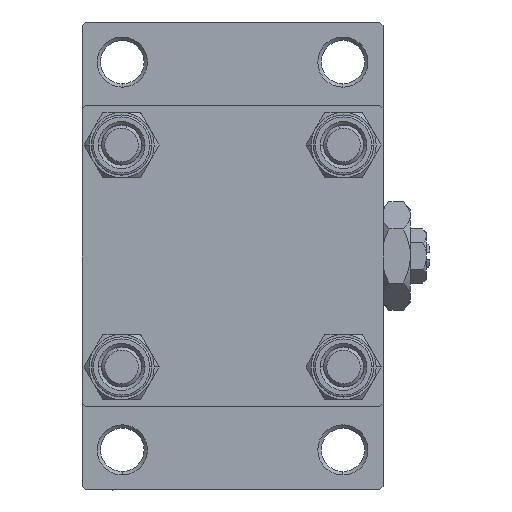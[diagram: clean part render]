
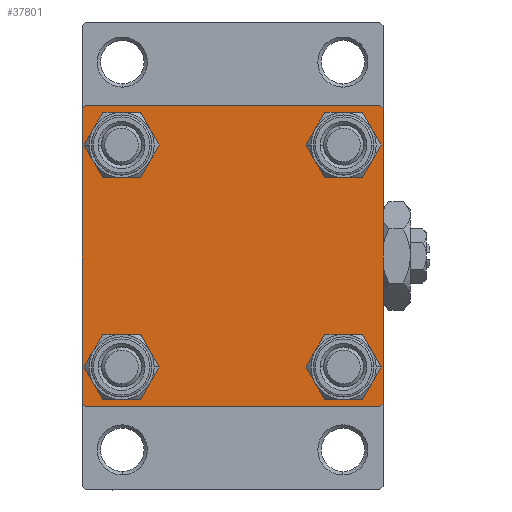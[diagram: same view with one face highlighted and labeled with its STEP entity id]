
A CAD part, left-side view. The second image highlights one B-rep face of the part: STEP entity #37801.
In plain terms, the highlighted planar face has unit normal (-1, 0, 0).
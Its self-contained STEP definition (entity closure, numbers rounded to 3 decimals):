
#223 = DIRECTION ( 'NONE',  ( 1., 0., 0. ) ) ;
#671 = DIRECTION ( 'NONE',  ( 0., 0., 1. ) ) ;
#1253 = CARTESIAN_POINT ( 'NONE',  ( 0., 22.25, 22.25 ) ) ;
#1747 = CARTESIAN_POINT ( 'NONE',  ( 0., 16.6, -13.1 ) ) ;
#1863 = CARTESIAN_POINT ( 'NONE',  ( 0., 16.6, -20.1 ) ) ;
#2412 = CARTESIAN_POINT ( 'NONE',  ( 0., 22.5, 22. ) ) ;
#2711 = VECTOR ( 'NONE', #18418, 1000. ) ;
#2948 = DIRECTION ( 'NONE',  ( 0., 0.707, 0.707 ) ) ;
#3215 = CARTESIAN_POINT ( 'NONE',  ( 0., -22.25, -22.25 ) ) ;
#3842 = CARTESIAN_POINT ( 'NONE',  ( 0., -16.6, -16.6 ) ) ;
#3897 = ORIENTED_EDGE ( 'NONE', *, *, #21553, .T. ) ;
#3953 = CIRCLE ( 'NONE', #35801, 3.5 ) ;
#4671 = DIRECTION ( 'NONE',  ( 0., 0., 1. ) ) ;
#5691 = VECTOR ( 'NONE', #32209, 1000. ) ;
#6011 = LINE ( 'NONE', #47619, #30589 ) ;
#6146 = CIRCLE ( 'NONE', #32436, 3.5 ) ;
#6210 = VERTEX_POINT ( 'NONE', #38036 ) ;
#6761 = ORIENTED_EDGE ( 'NONE', *, *, #37293, .T. ) ;
#7199 = CIRCLE ( 'NONE', #31083, 3.5 ) ;
#7664 = DIRECTION ( 'NONE',  ( 1., 0., 0. ) ) ;
#7713 = AXIS2_PLACEMENT_3D ( 'NONE', #27335, #15852, #24342 ) ;
#8292 = ORIENTED_EDGE ( 'NONE', *, *, #22695, .T. ) ;
#8483 = VERTEX_POINT ( 'NONE', #44565 ) ;
#8734 = EDGE_CURVE ( 'NONE', #41091, #36576, #3953, .T. ) ;
#10151 = AXIS2_PLACEMENT_3D ( 'NONE', #3842, #34495, #41721 ) ;
#10779 = CARTESIAN_POINT ( 'NONE',  ( 0., 22.5, 22.5 ) ) ;
#10876 = CIRCLE ( 'NONE', #7713, 3.5 ) ;
#11120 = VERTEX_POINT ( 'NONE', #45290 ) ;
#11201 = CARTESIAN_POINT ( 'NONE',  ( 0., 16.6, -16.6 ) ) ;
#11258 = VERTEX_POINT ( 'NONE', #2412 ) ;
#11769 = DIRECTION ( 'NONE',  ( 1., 0., 0. ) ) ;
#11976 = DIRECTION ( 'NONE',  ( 0., 0.707, -0.707 ) ) ;
#12081 = VECTOR ( 'NONE', #11976, 1000. ) ;
#12193 = ORIENTED_EDGE ( 'NONE', *, *, #32969, .T. ) ;
#12451 = ORIENTED_EDGE ( 'NONE', *, *, #27917, .T. ) ;
#12712 = EDGE_CURVE ( 'NONE', #6210, #48398, #25251, .T. ) ;
#14430 = ORIENTED_EDGE ( 'NONE', *, *, #29431, .T. ) ;
#14450 = CARTESIAN_POINT ( 'NONE',  ( 0., 16.6, 13.1 ) ) ;
#14882 = CARTESIAN_POINT ( 'NONE',  ( 0., 16.6, -16.6 ) ) ;
#14890 = LINE ( 'NONE', #22376, #35467 ) ;
#15076 = EDGE_CURVE ( 'NONE', #33120, #19660, #44733, .T. ) ;
#15852 = DIRECTION ( 'NONE',  ( 1., 0., 0. ) ) ;
#15873 = CIRCLE ( 'NONE', #17488, 3.5 ) ;
#16814 = VERTEX_POINT ( 'NONE', #1863 ) ;
#17016 = CARTESIAN_POINT ( 'NONE',  ( 0., -22.5, 22.5 ) ) ;
#17488 = AXIS2_PLACEMENT_3D ( 'NONE', #14882, #7664, #671 ) ;
#18418 = DIRECTION ( 'NONE',  ( 0., -0.707, 0.707 ) ) ;
#18497 = EDGE_CURVE ( 'NONE', #42975, #48398, #37360, .T. ) ;
#18577 = DIRECTION ( 'NONE',  ( 0., -0.707, -0.707 ) ) ;
#19660 = VERTEX_POINT ( 'NONE', #41652 ) ;
#20175 = DIRECTION ( 'NONE',  ( -1., 0., 0. ) ) ;
#20413 = DIRECTION ( 'NONE',  ( 0., 0., 1. ) ) ;
#21391 = CARTESIAN_POINT ( 'NONE',  ( 0., 22.5, 22.5 ) ) ;
#21553 = EDGE_CURVE ( 'NONE', #11120, #42975, #6011, .T. ) ;
#21583 = VERTEX_POINT ( 'NONE', #14450 ) ;
#21663 = CARTESIAN_POINT ( 'NONE',  ( 0., -16.6, 16.6 ) ) ;
#21829 = LINE ( 'NONE', #41497, #22846 ) ;
#22376 = CARTESIAN_POINT ( 'NONE',  ( 0., -22.25, 22.25 ) ) ;
#22385 = DIRECTION ( 'NONE',  ( 1., 0., 0. ) ) ;
#22695 = EDGE_CURVE ( 'NONE', #11258, #8483, #36097, .T. ) ;
#22741 = LINE ( 'NONE', #10779, #34972 ) ;
#22846 = VECTOR ( 'NONE', #18577, 1000. ) ;
#22906 = EDGE_LOOP ( 'NONE', ( #48500, #14430 ) ) ;
#23455 = VECTOR ( 'NONE', #24892, 1000. ) ;
#23908 = FACE_OUTER_BOUND ( 'NONE', #25340, .T. ) ;
#24252 = ORIENTED_EDGE ( 'NONE', *, *, #24673, .T. ) ;
#24342 = DIRECTION ( 'NONE',  ( 0., 0., 1. ) ) ;
#24576 = CARTESIAN_POINT ( 'NONE',  ( 0., -22., 22.5 ) ) ;
#24673 = EDGE_CURVE ( 'NONE', #6210, #43508, #14890, .T. ) ;
#24892 = DIRECTION ( 'NONE',  ( 0., 0., -1. ) ) ;
#25172 = ORIENTED_EDGE ( 'NONE', *, *, #47204, .T. ) ;
#25251 = LINE ( 'NONE', #17016, #5691 ) ;
#25340 = EDGE_LOOP ( 'NONE', ( #8292, #12193, #3897, #43100, #46322, #24252, #40903, #25172 ) ) ;
#25438 = CARTESIAN_POINT ( 'NONE',  ( 0., 22., 22.5 ) ) ;
#25696 = DIRECTION ( 'NONE',  ( 0., -1., 0. ) ) ;
#26057 = CARTESIAN_POINT ( 'NONE',  ( 0., 16.6, 20.1 ) ) ;
#26068 = AXIS2_PLACEMENT_3D ( 'NONE', #31372, #20175, #20413 ) ;
#26267 = ORIENTED_EDGE ( 'NONE', *, *, #44280, .T. ) ;
#26407 = DIRECTION ( 'NONE',  ( 0., 0., 1. ) ) ;
#26644 = EDGE_LOOP ( 'NONE', ( #26267, #42103 ) ) ;
#27335 = CARTESIAN_POINT ( 'NONE',  ( 0., 16.6, 16.6 ) ) ;
#27884 = FACE_BOUND ( 'NONE', #22906, .T. ) ;
#27917 = EDGE_CURVE ( 'NONE', #32988, #21583, #10876, .T. ) ;
#27957 = DIRECTION ( 'NONE',  ( 0., 0., 1. ) ) ;
#28102 = CARTESIAN_POINT ( 'NONE',  ( 0., 16.6, 16.6 ) ) ;
#29173 = CIRCLE ( 'NONE', #37911, 3.5 ) ;
#29431 = EDGE_CURVE ( 'NONE', #19660, #33120, #6146, .T. ) ;
#30021 = EDGE_LOOP ( 'NONE', ( #12451, #45418 ) ) ;
#30589 = VECTOR ( 'NONE', #25696, 1000. ) ;
#31083 = AXIS2_PLACEMENT_3D ( 'NONE', #11201, #223, #26407 ) ;
#31172 = EDGE_CURVE ( 'NONE', #37672, #43508, #22741, .T. ) ;
#31372 = CARTESIAN_POINT ( 'NONE',  ( 0., 0., 0. ) ) ;
#31617 = CIRCLE ( 'NONE', #10151, 3.5 ) ;
#31715 = CARTESIAN_POINT ( 'NONE',  ( 0., -22., -22.5 ) ) ;
#31778 = EDGE_CURVE ( 'NONE', #16814, #42253, #15873, .T. ) ;
#32209 = DIRECTION ( 'NONE',  ( 0., 0., -1. ) ) ;
#32436 = AXIS2_PLACEMENT_3D ( 'NONE', #46631, #11769, #27957 ) ;
#32546 = EDGE_LOOP ( 'NONE', ( #6761, #43377 ) ) ;
#32969 = EDGE_CURVE ( 'NONE', #8483, #11120, #21829, .T. ) ;
#32988 = VERTEX_POINT ( 'NONE', #26057 ) ;
#33120 = VERTEX_POINT ( 'NONE', #36253 ) ;
#33587 = DIRECTION ( 'NONE',  ( 0., 0., 1. ) ) ;
#33598 = AXIS2_PLACEMENT_3D ( 'NONE', #21663, #22385, #33587 ) ;
#33858 = CARTESIAN_POINT ( 'NONE',  ( 0., -22.5, -22. ) ) ;
#34495 = DIRECTION ( 'NONE',  ( 1., 0., 0. ) ) ;
#34773 = EDGE_CURVE ( 'NONE', #21583, #32988, #29173, .T. ) ;
#34972 = VECTOR ( 'NONE', #47733, 1000. ) ;
#35467 = VECTOR ( 'NONE', #2948, 1000. ) ;
#35801 = AXIS2_PLACEMENT_3D ( 'NONE', #38821, #46773, #4671 ) ;
#36097 = LINE ( 'NONE', #21391, #23455 ) ;
#36253 = CARTESIAN_POINT ( 'NONE',  ( 0., -16.6, 20.1 ) ) ;
#36576 = VERTEX_POINT ( 'NONE', #42579 ) ;
#37293 = EDGE_CURVE ( 'NONE', #36576, #41091, #31617, .T. ) ;
#37360 = LINE ( 'NONE', #3215, #2711 ) ;
#37672 = VERTEX_POINT ( 'NONE', #25438 ) ;
#37801 = ADVANCED_FACE ( 'NONE', ( #27884, #46564, #46806, #45834, #23908 ), #42353, .T. ) ;
#37911 = AXIS2_PLACEMENT_3D ( 'NONE', #28102, #43295, #40053 ) ;
#38036 = CARTESIAN_POINT ( 'NONE',  ( 0., -22.5, 22. ) ) ;
#38821 = CARTESIAN_POINT ( 'NONE',  ( 0., -16.6, -16.6 ) ) ;
#40053 = DIRECTION ( 'NONE',  ( 0., 0., 1. ) ) ;
#40903 = ORIENTED_EDGE ( 'NONE', *, *, #31172, .F. ) ;
#41091 = VERTEX_POINT ( 'NONE', #48893 ) ;
#41497 = CARTESIAN_POINT ( 'NONE',  ( 0., 22.25, -22.25 ) ) ;
#41652 = CARTESIAN_POINT ( 'NONE',  ( 0., -16.6, 13.1 ) ) ;
#41721 = DIRECTION ( 'NONE',  ( 0., 0., 1. ) ) ;
#42103 = ORIENTED_EDGE ( 'NONE', *, *, #31778, .T. ) ;
#42253 = VERTEX_POINT ( 'NONE', #1747 ) ;
#42353 = PLANE ( 'NONE',  #26068 ) ;
#42391 = LINE ( 'NONE', #1253, #12081 ) ;
#42579 = CARTESIAN_POINT ( 'NONE',  ( 0., -16.6, -13.1 ) ) ;
#42975 = VERTEX_POINT ( 'NONE', #31715 ) ;
#43100 = ORIENTED_EDGE ( 'NONE', *, *, #18497, .T. ) ;
#43295 = DIRECTION ( 'NONE',  ( 1., 0., 0. ) ) ;
#43377 = ORIENTED_EDGE ( 'NONE', *, *, #8734, .T. ) ;
#43508 = VERTEX_POINT ( 'NONE', #24576 ) ;
#44280 = EDGE_CURVE ( 'NONE', #42253, #16814, #7199, .T. ) ;
#44565 = CARTESIAN_POINT ( 'NONE',  ( 0., 22.5, -22. ) ) ;
#44733 = CIRCLE ( 'NONE', #33598, 3.5 ) ;
#45290 = CARTESIAN_POINT ( 'NONE',  ( 0., 22., -22.5 ) ) ;
#45418 = ORIENTED_EDGE ( 'NONE', *, *, #34773, .T. ) ;
#45834 = FACE_BOUND ( 'NONE', #30021, .T. ) ;
#46322 = ORIENTED_EDGE ( 'NONE', *, *, #12712, .F. ) ;
#46564 = FACE_BOUND ( 'NONE', #32546, .T. ) ;
#46631 = CARTESIAN_POINT ( 'NONE',  ( 0., -16.6, 16.6 ) ) ;
#46773 = DIRECTION ( 'NONE',  ( 1., 0., 0. ) ) ;
#46806 = FACE_BOUND ( 'NONE', #26644, .T. ) ;
#47204 = EDGE_CURVE ( 'NONE', #37672, #11258, #42391, .T. ) ;
#47619 = CARTESIAN_POINT ( 'NONE',  ( 0., 22.5, -22.5 ) ) ;
#47733 = DIRECTION ( 'NONE',  ( 0., -1., 0. ) ) ;
#48398 = VERTEX_POINT ( 'NONE', #33858 ) ;
#48500 = ORIENTED_EDGE ( 'NONE', *, *, #15076, .T. ) ;
#48893 = CARTESIAN_POINT ( 'NONE',  ( 0., -16.6, -20.1 ) ) ;
